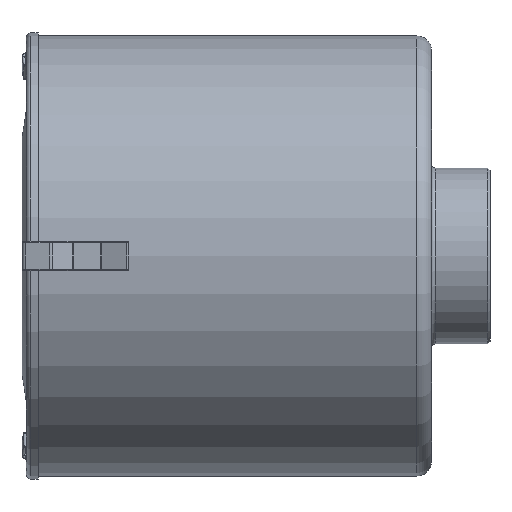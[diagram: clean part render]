
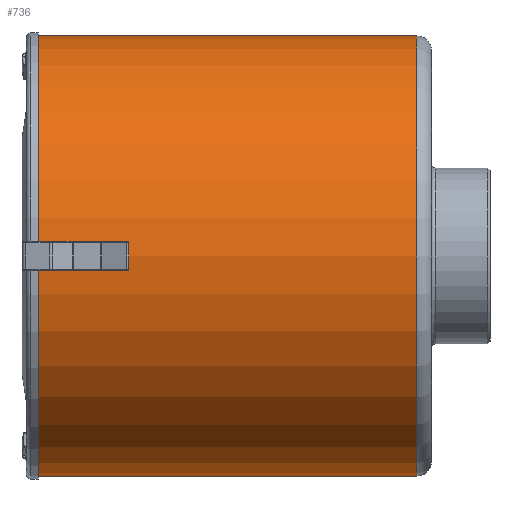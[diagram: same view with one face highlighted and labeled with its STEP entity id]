
A CAD part, left-side view. The second image highlights one B-rep face of the part: STEP entity #736.
In plain terms, the highlighted cylindrical face has radius 150.5 mm (diameter 301 mm), a partial arc.
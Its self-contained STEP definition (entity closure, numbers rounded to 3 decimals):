
#102=DIRECTION('',(0.,1.,0.));
#103=VECTOR('',#102,259.);
#104=CARTESIAN_POINT('',(0.,50.,-150.5));
#105=LINE('',#104,#103);
#106=DIRECTION('',(0.,1.,0.));
#107=VECTOR('',#106,259.);
#108=CARTESIAN_POINT('',(0.,50.,150.5));
#109=LINE('',#108,#107);
#110=CARTESIAN_POINT('',(0.,50.,0.));
#111=DIRECTION('',(0.,1.,0.));
#112=DIRECTION('',(0.,0.,-1.));
#113=AXIS2_PLACEMENT_3D('',#110,#111,#112);
#120=CARTESIAN_POINT('',(0.,309.,0.));
#121=DIRECTION('',(0.,1.,0.));
#122=DIRECTION('',(0.,0.,-1.));
#123=AXIS2_PLACEMENT_3D('',#120,#121,#122);
#550=CARTESIAN_POINT('',(0.,50.,-150.5));
#551=CARTESIAN_POINT('',(0.,309.,-150.5));
#552=VERTEX_POINT('',#550);
#553=VERTEX_POINT('',#551);
#562=CARTESIAN_POINT('',(0.,50.,150.5));
#563=CARTESIAN_POINT('',(0.,309.,150.5));
#564=VERTEX_POINT('',#562);
#565=VERTEX_POINT('',#563);
#724=CARTESIAN_POINT('',(0.,336.,0.));
#725=DIRECTION('',(0.,-1.,0.));
#726=DIRECTION('',(0.,0.,1.));
#727=AXIS2_PLACEMENT_3D('',#724,#725,#726);
#728=CYLINDRICAL_SURFACE('',#727,150.5);
#729=ORIENTED_EDGE('',*,*,#708,.T.);
#731=ORIENTED_EDGE('',*,*,#730,.T.);
#732=ORIENTED_EDGE('',*,*,#711,.F.);
#733=ORIENTED_EDGE('',*,*,#682,.F.);
#734=EDGE_LOOP('',(#729,#731,#732,#733));
#735=FACE_OUTER_BOUND('',#734,.F.);
#736=ADVANCED_FACE('',(#735),#728,.T.);
#114=CIRCLE('',#113,150.5);
#124=CIRCLE('',#123,150.5);
#682=EDGE_CURVE('',#552,#564,#114,.T.);
#708=EDGE_CURVE('',#552,#553,#105,.T.);
#711=EDGE_CURVE('',#564,#565,#109,.T.);
#730=EDGE_CURVE('',#553,#565,#124,.T.);
